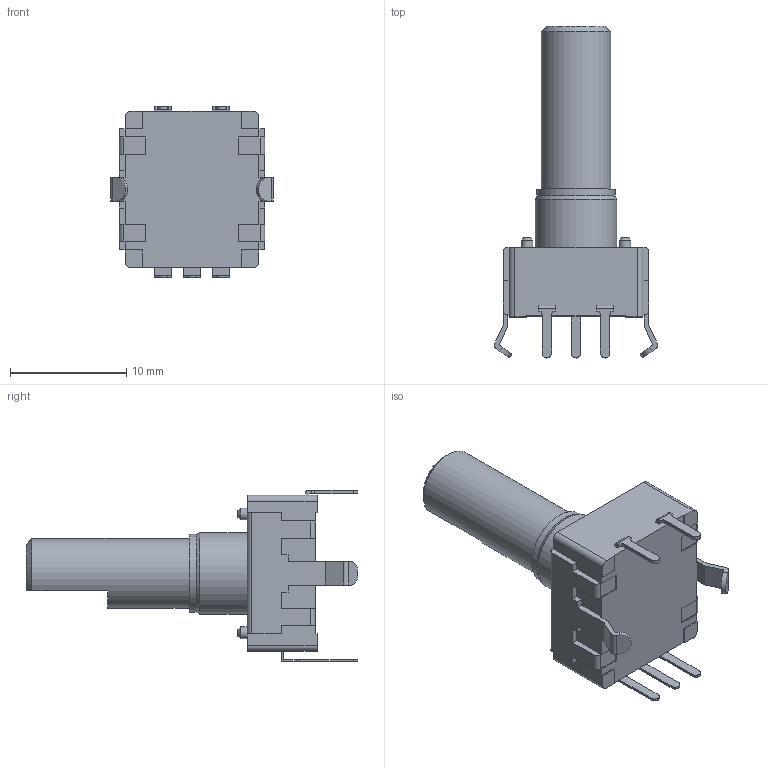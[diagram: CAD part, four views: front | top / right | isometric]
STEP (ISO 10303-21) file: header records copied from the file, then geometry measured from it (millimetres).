
FILE_DESCRIPTION(/* description */ ('STEP AP242','CAx-IF Rec.Pracs.---Representation and Presentation of Product Manufacturing Information (PMI)---4.0---2014-10-13','CAx-IF Rec.Pracs.---3D Tessellated Geometry---0.4---2014-09-14','2;1'),/* implementation_level */ '2;1');
FILE_NAME(/* name */ '63b044be71939f621faab003',/* time_stamp */ '2022-12-31T14:18:39+00:00',/* author */ (''),/* organization */ (''),/* preprocessor_version */ 'ST-DEVELOPER v18.102',/* originating_system */ ' ',/* authorisation */ ' ');
FILE_SCHEMA (('AP242_MANAGED_MODEL_BASED_3D_ENGINEERING_MIM_LF { 1 0 10303 442 1 1 4 }'));
Length unit declared in the file: metre
Products named in the file (1): pec12r-4225f-s0024
Bounding box: 14 x 28.5 x 14.75 mm (x, y, z)
Volume: 1513.5 mm3; surface area: 1117.6 mm2
Topology: 1 solids, 1 shells, 183 faces, 500 edges, 330 vertices
Faces by surface type: plane 146, cylinder 31, cone 6
Full cylindrical faces by diameter (mm): 1 x4, 6 x1, 6.7 x1, 7 x1
Entity records: 5641 total; most frequent: CARTESIAN_POINT 998, ORIENTED_EDGE 966, DIRECTION 917, EDGE_CURVE 483, LINE 413, VECTOR 413, VERTEX_POINT 325, AXIS2_PLACEMENT_3D 252
